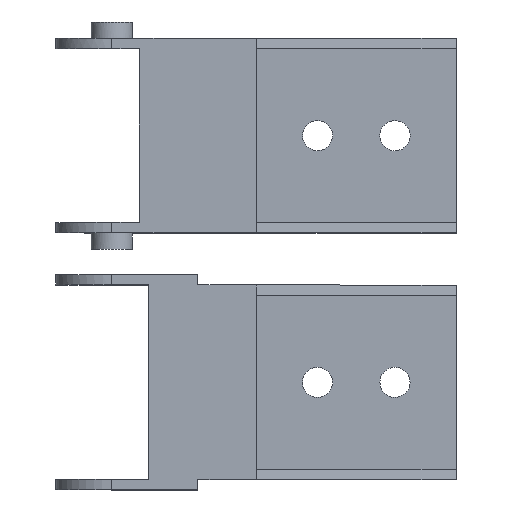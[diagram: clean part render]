
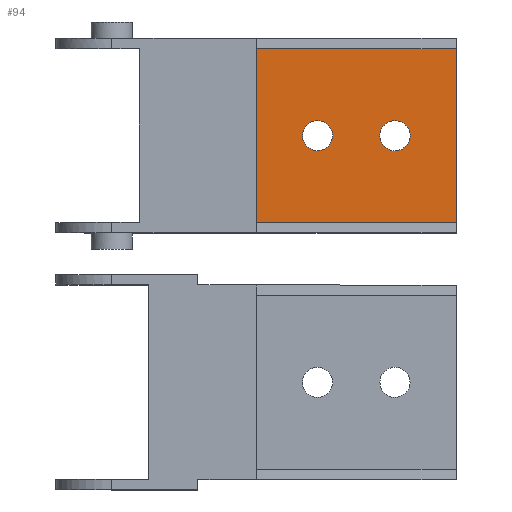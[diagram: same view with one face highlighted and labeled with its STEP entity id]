
A CAD part, top view. The second image highlights one B-rep face of the part: STEP entity #94.
In plain terms, the highlighted planar face has unit normal (0, 0, 1).
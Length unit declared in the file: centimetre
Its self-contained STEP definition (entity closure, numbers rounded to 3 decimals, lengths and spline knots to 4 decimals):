
#47=FACE_BOUND('',#231,.T.);
#48=FACE_BOUND('',#232,.T.);
#94=ADVANCED_FACE('',(#156,#47,#48),#1122,.T.);
#156=FACE_OUTER_BOUND('',#230,.T.);
#230=EDGE_LOOP('',(#521,#522,#523,#524));
#231=EDGE_LOOP('',(#525,#526));
#232=EDGE_LOOP('',(#527,#528));
#521=ORIENTED_EDGE('',*,*,#752,.F.);
#522=ORIENTED_EDGE('',*,*,#732,.F.);
#523=ORIENTED_EDGE('',*,*,#748,.T.);
#524=ORIENTED_EDGE('',*,*,#728,.T.);
#525=ORIENTED_EDGE('',*,*,#767,.F.);
#526=ORIENTED_EDGE('',*,*,#768,.F.);
#527=ORIENTED_EDGE('',*,*,#769,.F.);
#528=ORIENTED_EDGE('',*,*,#770,.F.);
#728=EDGE_CURVE('',#1046,#1047,#920,.T.);
#732=EDGE_CURVE('',#1051,#1050,#924,.T.);
#748=EDGE_CURVE('',#1051,#1046,#936,.T.);
#752=EDGE_CURVE('',#1050,#1047,#940,.T.);
#767=EDGE_CURVE('',#1061,#1062,#813,.T.);
#768=EDGE_CURVE('',#1062,#1061,#814,.T.);
#769=EDGE_CURVE('',#1063,#1064,#815,.T.);
#770=EDGE_CURVE('',#1064,#1063,#816,.T.);
#813=(
BOUNDED_CURVE()
B_SPLINE_CURVE(2,(#2183,#2184,#2185,#2186,#2187),.UNSPECIFIED.,.F.,.F.)
B_SPLINE_CURVE_WITH_KNOTS((3,2,3),(0.,0.2749,0.5498),
 .UNSPECIFIED.)
CURVE()
GEOMETRIC_REPRESENTATION_ITEM()
RATIONAL_B_SPLINE_CURVE((1.,0.707,1.,0.707,1.))
REPRESENTATION_ITEM('')
);
#814=(
BOUNDED_CURVE()
B_SPLINE_CURVE(2,(#2188,#2189,#2190,#2191,#2192),.UNSPECIFIED.,.F.,.F.)
B_SPLINE_CURVE_WITH_KNOTS((3,2,3),(0.,0.2749,0.5498),
 .UNSPECIFIED.)
CURVE()
GEOMETRIC_REPRESENTATION_ITEM()
RATIONAL_B_SPLINE_CURVE((1.,0.707,1.,0.707,1.))
REPRESENTATION_ITEM('')
);
#815=(
BOUNDED_CURVE()
B_SPLINE_CURVE(2,(#2193,#2194,#2195,#2196,#2197),.UNSPECIFIED.,.F.,.F.)
B_SPLINE_CURVE_WITH_KNOTS((3,2,3),(0.,0.2749,0.5498),
 .UNSPECIFIED.)
CURVE()
GEOMETRIC_REPRESENTATION_ITEM()
RATIONAL_B_SPLINE_CURVE((1.,0.707,1.,0.707,1.))
REPRESENTATION_ITEM('')
);
#816=(
BOUNDED_CURVE()
B_SPLINE_CURVE(2,(#2198,#2199,#2200,#2201,#2202),.UNSPECIFIED.,.F.,.F.)
B_SPLINE_CURVE_WITH_KNOTS((3,2,3),(0.,0.2749,0.5498),
 .UNSPECIFIED.)
CURVE()
GEOMETRIC_REPRESENTATION_ITEM()
RATIONAL_B_SPLINE_CURVE((1.,0.707,1.,0.707,1.))
REPRESENTATION_ITEM('')
);
#920=B_SPLINE_CURVE_WITH_KNOTS('',1,(#2081,#2082),.UNSPECIFIED.,.F.,.F.,
(2,2),(-3.68,0.),.UNSPECIFIED.);
#924=B_SPLINE_CURVE_WITH_KNOTS('',1,(#2089,#2090),.UNSPECIFIED.,.F.,.F.,
(2,2),(0.,3.68),.UNSPECIFIED.);
#936=B_SPLINE_CURVE_WITH_KNOTS('',1,(#2133,#2134),.UNSPECIFIED.,.F.,.F.,
(2,2),(0.,2.02),.UNSPECIFIED.);
#940=B_SPLINE_CURVE_WITH_KNOTS('',1,(#2141,#2142),.UNSPECIFIED.,.F.,.F.,
(2,2),(0.,2.02),.UNSPECIFIED.);
#1046=VERTEX_POINT('',#2004);
#1047=VERTEX_POINT('',#2005);
#1050=VERTEX_POINT('',#2008);
#1051=VERTEX_POINT('',#2009);
#1061=VERTEX_POINT('',#2019);
#1062=VERTEX_POINT('',#2020);
#1063=VERTEX_POINT('',#2021);
#1064=VERTEX_POINT('',#2022);
#1122=PLANE('',#1184);
#1184=AXIS2_PLACEMENT_3D('',#1828,#1229,$);
#1229=DIRECTION('',(0.,0.,1.));
#1828=CARTESIAN_POINT('',(-1.5011,1.111,0.141));
#2004=CARTESIAN_POINT('',(2.3629,1.01,0.141));
#2005=CARTESIAN_POINT('',(-1.3171,1.01,0.141));
#2008=CARTESIAN_POINT('',(-1.3171,-1.01,0.141));
#2009=CARTESIAN_POINT('',(2.3629,-1.01,0.141));
#2019=CARTESIAN_POINT('',(1.6529,-0.175,0.141));
#2020=CARTESIAN_POINT('',(1.6529,0.175,0.141));
#2021=CARTESIAN_POINT('',(0.7529,-0.175,0.141));
#2022=CARTESIAN_POINT('',(0.7529,0.175,0.141));
#2081=CARTESIAN_POINT('',(2.3629,1.01,0.141));
#2082=CARTESIAN_POINT('',(-1.3171,1.01,0.141));
#2089=CARTESIAN_POINT('',(2.3629,-1.01,0.141));
#2090=CARTESIAN_POINT('',(-1.3171,-1.01,0.141));
#2133=CARTESIAN_POINT('',(2.3629,-1.01,0.141));
#2134=CARTESIAN_POINT('',(2.3629,1.01,0.141));
#2141=CARTESIAN_POINT('',(-1.3171,-1.01,0.141));
#2142=CARTESIAN_POINT('',(-1.3171,1.01,0.141));
#2183=CARTESIAN_POINT('',(1.6529,-0.175,0.141));
#2184=CARTESIAN_POINT('',(1.8279,-0.175,0.141));
#2185=CARTESIAN_POINT('',(1.8279,0.,0.141));
#2186=CARTESIAN_POINT('',(1.8279,0.175,0.141));
#2187=CARTESIAN_POINT('',(1.6529,0.175,0.141));
#2188=CARTESIAN_POINT('',(1.6529,0.175,0.141));
#2189=CARTESIAN_POINT('',(1.4779,0.175,0.141));
#2190=CARTESIAN_POINT('',(1.4779,0.,0.141));
#2191=CARTESIAN_POINT('',(1.4779,-0.175,0.141));
#2192=CARTESIAN_POINT('',(1.6529,-0.175,0.141));
#2193=CARTESIAN_POINT('',(0.7529,-0.175,0.141));
#2194=CARTESIAN_POINT('',(0.9279,-0.175,0.141));
#2195=CARTESIAN_POINT('',(0.9279,0.,0.141));
#2196=CARTESIAN_POINT('',(0.9279,0.175,0.141));
#2197=CARTESIAN_POINT('',(0.7529,0.175,0.141));
#2198=CARTESIAN_POINT('',(0.7529,0.175,0.141));
#2199=CARTESIAN_POINT('',(0.5779,0.175,0.141));
#2200=CARTESIAN_POINT('',(0.5779,0.,0.141));
#2201=CARTESIAN_POINT('',(0.5779,-0.175,0.141));
#2202=CARTESIAN_POINT('',(0.7529,-0.175,0.141));
